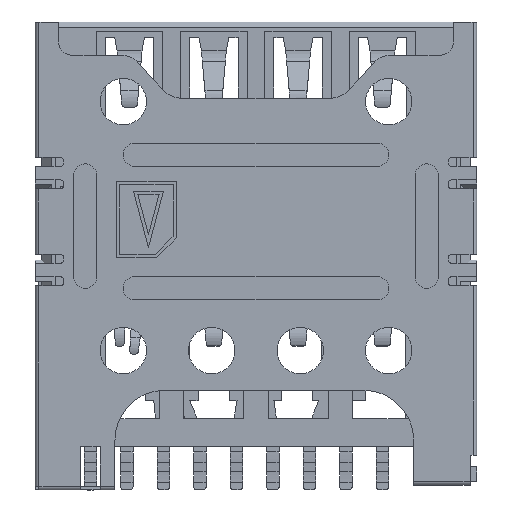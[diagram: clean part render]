
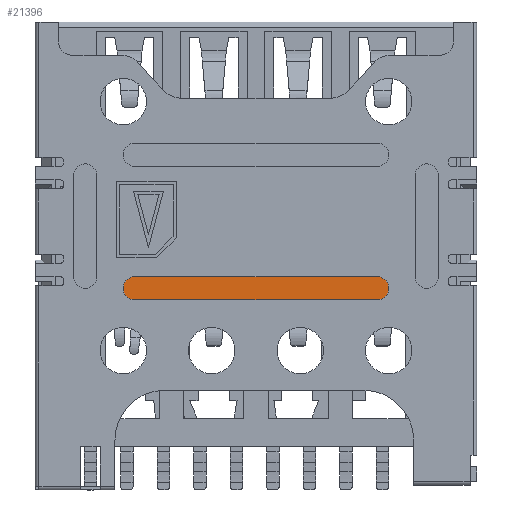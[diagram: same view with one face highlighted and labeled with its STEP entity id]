
A CAD part, top view. The second image highlights one B-rep face of the part: STEP entity #21396.
In plain terms, the highlighted planar face has unit normal (0, 0, 1).
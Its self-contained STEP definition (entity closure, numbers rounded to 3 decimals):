
#702=CIRCLE('',#22967,0.35);
#703=CIRCLE('',#22970,0.35);
#6319=ORIENTED_EDGE('',*,*,#9852,.F.);
#6320=ORIENTED_EDGE('',*,*,#9858,.F.);
#6321=ORIENTED_EDGE('',*,*,#9856,.F.);
#6322=ORIENTED_EDGE('',*,*,#9854,.F.);
#9852=EDGE_CURVE('',#12001,#12002,#702,.T.);
#9854=EDGE_CURVE('',#12002,#12003,#14547,.T.);
#9856=EDGE_CURVE('',#12003,#12004,#703,.T.);
#9858=EDGE_CURVE('',#12004,#12001,#14550,.T.);
#12001=VERTEX_POINT('',#34702);
#12002=VERTEX_POINT('',#34704);
#12003=VERTEX_POINT('',#34708);
#12004=VERTEX_POINT('',#34712);
#14547=LINE('',#34707,#17168);
#14550=LINE('',#34715,#17171);
#17168=VECTOR('',#28292,1000.);
#17171=VECTOR('',#28301,1000.);
#18331=EDGE_LOOP('',(#6319,#6320,#6321,#6322));
#19497=FACE_BOUND('',#18331,.T.);
#20392=PLANE('',#22972);
#21396=ADVANCED_FACE('',(#19497),#20392,.F.);
#22967=AXIS2_PLACEMENT_3D('',#34703,#28287,#28288);
#22970=AXIS2_PLACEMENT_3D('',#34711,#28296,#28297);
#22972=AXIS2_PLACEMENT_3D('',#34716,#28302,#28303);
#28287=DIRECTION('',(0.,0.,-1.));
#28288=DIRECTION('',(-1.,0.,0.));
#28292=DIRECTION('',(-1.,0.,0.));
#28296=DIRECTION('',(0.,0.,-1.));
#28297=DIRECTION('',(1.,0.,0.));
#28301=DIRECTION('',(1.,0.,0.));
#28302=DIRECTION('',(0.,0.,-1.));
#28303=DIRECTION('',(-1.,0.,0.));
#34702=CARTESIAN_POINT('',(3.65,-0.625,0.08));
#34703=CARTESIAN_POINT('',(3.65,-0.975,0.08));
#34704=CARTESIAN_POINT('',(3.65,-1.325,0.08));
#34707=CARTESIAN_POINT('',(3.65,-1.325,0.08));
#34708=CARTESIAN_POINT('',(-3.65,-1.325,0.08));
#34711=CARTESIAN_POINT('',(-3.65,-0.975,0.08));
#34712=CARTESIAN_POINT('',(-3.65,-0.625,0.08));
#34715=CARTESIAN_POINT('',(-3.65,-0.625,0.08));
#34716=CARTESIAN_POINT('',(3.65,-0.975,0.08));
